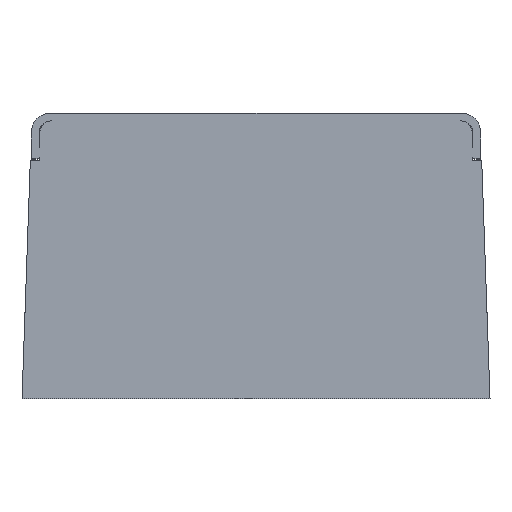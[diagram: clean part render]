
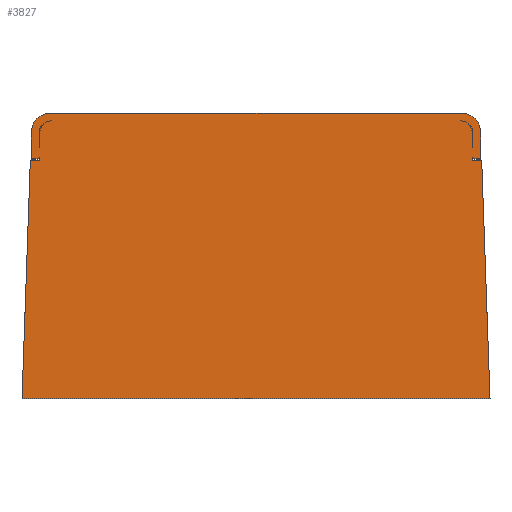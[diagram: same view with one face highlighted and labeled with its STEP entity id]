
A CAD part, top view. The second image highlights one B-rep face of the part: STEP entity #3827.
In plain terms, the highlighted planar face has unit normal (0, 0, 1).
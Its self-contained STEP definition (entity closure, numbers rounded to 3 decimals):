
#377=CARTESIAN_POINT('',(51.5,31.,30.));
#378=DIRECTION('',(0.,0.,1.));
#379=DIRECTION('',(1.,0.,0.));
#380=AXIS2_PLACEMENT_3D('',#377,#378,#379);
#382=DIRECTION('',(0.,1.,0.));
#383=VECTOR('',#382,3.6);
#384=CARTESIAN_POINT('',(54.5,27.4,30.));
#385=LINE('',#384,#383);
#386=CARTESIAN_POINT('',(53.7,28.,30.));
#387=DIRECTION('',(0.,0.,-1.));
#388=DIRECTION('',(1.,0.,0.));
#389=AXIS2_PLACEMENT_3D('',#386,#387,#388);
#391=DIRECTION('',(0.,-1.,0.));
#392=VECTOR('',#391,3.);
#393=CARTESIAN_POINT('',(54.7,31.,30.));
#394=LINE('',#393,#392);
#395=CARTESIAN_POINT('',(51.7,31.,30.));
#396=DIRECTION('',(0.,0.,-1.));
#397=DIRECTION('',(0.,1.,0.));
#398=AXIS2_PLACEMENT_3D('',#395,#396,#397);
#400=DIRECTION('',(0.,-1.,0.));
#401=VECTOR('',#400,0.673);
#402=CARTESIAN_POINT('',(-54.5,24.673,30.));
#403=LINE('',#402,#401);
#404=CARTESIAN_POINT('',(-55.2,26.,30.));
#405=DIRECTION('',(0.,0.,1.));
#406=DIRECTION('',(0.,-1.,0.));
#407=AXIS2_PLACEMENT_3D('',#404,#405,#406);
#409=DIRECTION('',(1.,0.,0.));
#410=VECTOR('',#409,1.5);
#411=CARTESIAN_POINT('',(-56.7,24.5,30.));
#412=LINE('',#411,#410);
#413=DIRECTION('',(0.,-1.,0.));
#414=VECTOR('',#413,6.5);
#415=CARTESIAN_POINT('',(-56.7,31.,30.));
#416=LINE('',#415,#414);
#417=CARTESIAN_POINT('',(-51.7,31.,30.));
#418=DIRECTION('',(0.,0.,1.));
#419=DIRECTION('',(0.,1.,0.));
#420=AXIS2_PLACEMENT_3D('',#417,#418,#419);
#422=DIRECTION('',(-1.,0.,0.));
#423=VECTOR('',#422,103.4);
#424=CARTESIAN_POINT('',(51.7,36.,30.));
#425=LINE('',#424,#423);
#426=CARTESIAN_POINT('',(51.7,31.,30.));
#427=DIRECTION('',(0.,0.,1.));
#428=DIRECTION('',(1.,0.,0.));
#429=AXIS2_PLACEMENT_3D('',#426,#427,#428);
#431=DIRECTION('',(0.,1.,0.));
#432=VECTOR('',#431,6.5);
#433=CARTESIAN_POINT('',(56.7,24.5,30.));
#434=LINE('',#433,#432);
#435=DIRECTION('',(1.,0.,0.));
#436=VECTOR('',#435,1.5);
#437=CARTESIAN_POINT('',(55.2,24.5,30.));
#438=LINE('',#437,#436);
#439=CARTESIAN_POINT('',(55.2,26.,30.));
#440=DIRECTION('',(0.,0.,1.));
#441=DIRECTION('',(-0.467,-0.884,0.));
#442=AXIS2_PLACEMENT_3D('',#439,#440,#441);
#444=DIRECTION('',(0.,1.,0.));
#445=VECTOR('',#444,0.673);
#446=CARTESIAN_POINT('',(54.5,24.,30.));
#447=LINE('',#446,#445);
#448=DIRECTION('',(-1.,0.,0.));
#449=VECTOR('',#448,2.405);
#450=CARTESIAN_POINT('',(56.905,24.,30.));
#451=LINE('',#450,#449);
#452=DIRECTION('',(-0.035,0.999,0.));
#453=VECTOR('',#452,60.037);
#454=CARTESIAN_POINT('',(59.,-36.,30.));
#455=LINE('',#454,#453);
#456=DIRECTION('',(1.,0.,0.));
#457=VECTOR('',#456,118.);
#458=CARTESIAN_POINT('',(-59.,-36.,30.));
#459=LINE('',#458,#457);
#460=DIRECTION('',(-0.035,-0.999,0.));
#461=VECTOR('',#460,60.037);
#462=CARTESIAN_POINT('',(-56.905,24.,30.));
#463=LINE('',#462,#461);
#464=DIRECTION('',(-1.,0.,0.));
#465=VECTOR('',#464,2.405);
#466=CARTESIAN_POINT('',(-54.5,24.,30.));
#467=LINE('',#466,#465);
#468=CARTESIAN_POINT('',(-51.7,31.,30.));
#469=DIRECTION('',(0.,0.,-1.));
#470=DIRECTION('',(-1.,0.,0.));
#471=AXIS2_PLACEMENT_3D('',#468,#469,#470);
#473=DIRECTION('',(0.,1.,0.));
#474=VECTOR('',#473,3.);
#475=CARTESIAN_POINT('',(-54.7,28.,30.));
#476=LINE('',#475,#474);
#477=CARTESIAN_POINT('',(-53.7,28.,30.));
#478=DIRECTION('',(0.,0.,-1.));
#479=DIRECTION('',(-0.8,-0.6,0.));
#480=AXIS2_PLACEMENT_3D('',#477,#478,#479);
#482=DIRECTION('',(0.,-1.,0.));
#483=VECTOR('',#482,3.6);
#484=CARTESIAN_POINT('',(-54.5,31.,30.));
#485=LINE('',#484,#483);
#486=CARTESIAN_POINT('',(-51.5,31.,30.));
#487=DIRECTION('',(0.,0.,1.));
#488=DIRECTION('',(-0.067,0.998,0.));
#489=AXIS2_PLACEMENT_3D('',#486,#487,#488);
#2777=CARTESIAN_POINT('',(-54.5,24.,30.));
#2778=CARTESIAN_POINT('',(-56.905,24.,30.));
#2779=VERTEX_POINT('',#2777);
#2780=VERTEX_POINT('',#2778);
#2781=CARTESIAN_POINT('',(-59.,-36.,30.));
#2782=VERTEX_POINT('',#2781);
#2783=CARTESIAN_POINT('',(59.,-36.,30.));
#2784=VERTEX_POINT('',#2783);
#2785=CARTESIAN_POINT('',(56.905,24.,30.));
#2786=VERTEX_POINT('',#2785);
#2787=CARTESIAN_POINT('',(54.5,24.,30.));
#2788=VERTEX_POINT('',#2787);
#2850=CARTESIAN_POINT('',(54.5,31.,30.));
#2852=VERTEX_POINT('',#2850);
#2858=CARTESIAN_POINT('',(-54.5,31.,30.));
#2860=VERTEX_POINT('',#2858);
#2889=CARTESIAN_POINT('',(51.7,34.,30.));
#2890=CARTESIAN_POINT('',(54.7,31.,30.));
#2891=VERTEX_POINT('',#2889);
#2892=VERTEX_POINT('',#2890);
#2893=CARTESIAN_POINT('',(54.7,28.,30.));
#2894=VERTEX_POINT('',#2893);
#2895=CARTESIAN_POINT('',(55.2,24.5,30.));
#2896=CARTESIAN_POINT('',(56.7,24.5,30.));
#2897=VERTEX_POINT('',#2895);
#2898=VERTEX_POINT('',#2896);
#2899=CARTESIAN_POINT('',(56.7,31.,30.));
#2900=VERTEX_POINT('',#2899);
#2901=CARTESIAN_POINT('',(51.7,36.,30.));
#2902=VERTEX_POINT('',#2901);
#2903=CARTESIAN_POINT('',(-51.7,36.,30.));
#2904=VERTEX_POINT('',#2903);
#2905=CARTESIAN_POINT('',(-56.7,31.,30.));
#2906=VERTEX_POINT('',#2905);
#2907=CARTESIAN_POINT('',(-56.7,24.5,30.));
#2908=VERTEX_POINT('',#2907);
#2909=CARTESIAN_POINT('',(-55.2,24.5,30.));
#2910=VERTEX_POINT('',#2909);
#2911=CARTESIAN_POINT('',(-54.7,28.,30.));
#2912=CARTESIAN_POINT('',(-54.7,31.,30.));
#2913=VERTEX_POINT('',#2911);
#2914=VERTEX_POINT('',#2912);
#2915=CARTESIAN_POINT('',(-51.7,34.,30.));
#2916=VERTEX_POINT('',#2915);
#2922=CARTESIAN_POINT('',(54.5,24.673,30.));
#2924=VERTEX_POINT('',#2922);
#2930=CARTESIAN_POINT('',(54.5,27.4,30.));
#2932=VERTEX_POINT('',#2930);
#2954=CARTESIAN_POINT('',(-54.5,27.4,30.));
#2956=VERTEX_POINT('',#2954);
#2962=CARTESIAN_POINT('',(-54.5,24.673,30.));
#2964=VERTEX_POINT('',#2962);
#3772=CARTESIAN_POINT('',(0.,0.,30.));
#3773=DIRECTION('',(0.,0.,1.));
#3774=DIRECTION('',(1.,0.,0.));
#3775=AXIS2_PLACEMENT_3D('',#3772,#3773,#3774);
#3776=PLANE('',#3775);
#3778=ORIENTED_EDGE('',*,*,#3777,.F.);
#3780=ORIENTED_EDGE('',*,*,#3779,.F.);
#3782=ORIENTED_EDGE('',*,*,#3781,.F.);
#3784=ORIENTED_EDGE('',*,*,#3783,.F.);
#3786=ORIENTED_EDGE('',*,*,#3785,.F.);
#3788=ORIENTED_EDGE('',*,*,#3787,.F.);
#3790=ORIENTED_EDGE('',*,*,#3789,.F.);
#3792=ORIENTED_EDGE('',*,*,#3791,.F.);
#3794=ORIENTED_EDGE('',*,*,#3793,.F.);
#3796=ORIENTED_EDGE('',*,*,#3795,.F.);
#3798=ORIENTED_EDGE('',*,*,#3797,.F.);
#3800=ORIENTED_EDGE('',*,*,#3799,.F.);
#3802=ORIENTED_EDGE('',*,*,#3801,.F.);
#3804=ORIENTED_EDGE('',*,*,#3803,.F.);
#3806=ORIENTED_EDGE('',*,*,#3805,.F.);
#3808=ORIENTED_EDGE('',*,*,#3807,.F.);
#3809=EDGE_LOOP('',(#3778,#3780,#3782,#3784,#3786,#3788,#3790,#3792,#3794,#3796,
#3798,#3800,#3802,#3804,#3806,#3808));
#3810=FACE_OUTER_BOUND('',#3809,.F.);
#3811=ORIENTED_EDGE('',*,*,#3693,.F.);
#3812=ORIENTED_EDGE('',*,*,#3719,.F.);
#3813=ORIENTED_EDGE('',*,*,#3735,.F.);
#3814=ORIENTED_EDGE('',*,*,#3753,.F.);
#3815=ORIENTED_EDGE('',*,*,#3766,.F.);
#3816=EDGE_LOOP('',(#3811,#3812,#3813,#3814,#3815));
#3817=FACE_BOUND('',#3816,.F.);
#3819=ORIENTED_EDGE('',*,*,#3818,.F.);
#3821=ORIENTED_EDGE('',*,*,#3820,.F.);
#3822=ORIENTED_EDGE('',*,*,#3610,.F.);
#3823=ORIENTED_EDGE('',*,*,#3593,.F.);
#3824=ORIENTED_EDGE('',*,*,#3479,.F.);
#3825=EDGE_LOOP('',(#3819,#3821,#3822,#3823,#3824));
#3826=FACE_BOUND('',#3825,.F.);
#381=CIRCLE('',#380,3.);
#390=CIRCLE('',#389,1.);
#399=CIRCLE('',#398,3.);
#408=CIRCLE('',#407,1.5);
#421=CIRCLE('',#420,5.);
#430=CIRCLE('',#429,5.);
#443=CIRCLE('',#442,1.5);
#472=CIRCLE('',#471,3.);
#481=CIRCLE('',#480,1.);
#490=CIRCLE('',#489,3.);
#3479=EDGE_CURVE('',#2916,#2860,#490,.T.);
#3593=EDGE_CURVE('',#2860,#2956,#485,.T.);
#3610=EDGE_CURVE('',#2956,#2913,#481,.T.);
#3693=EDGE_CURVE('',#2852,#2891,#381,.T.);
#3719=EDGE_CURVE('',#2932,#2852,#385,.T.);
#3735=EDGE_CURVE('',#2894,#2932,#390,.T.);
#3753=EDGE_CURVE('',#2892,#2894,#394,.T.);
#3766=EDGE_CURVE('',#2891,#2892,#399,.T.);
#3777=EDGE_CURVE('',#2964,#2779,#403,.T.);
#3779=EDGE_CURVE('',#2910,#2964,#408,.T.);
#3781=EDGE_CURVE('',#2908,#2910,#412,.T.);
#3783=EDGE_CURVE('',#2906,#2908,#416,.T.);
#3785=EDGE_CURVE('',#2904,#2906,#421,.T.);
#3787=EDGE_CURVE('',#2902,#2904,#425,.T.);
#3789=EDGE_CURVE('',#2900,#2902,#430,.T.);
#3791=EDGE_CURVE('',#2898,#2900,#434,.T.);
#3793=EDGE_CURVE('',#2897,#2898,#438,.T.);
#3795=EDGE_CURVE('',#2924,#2897,#443,.T.);
#3797=EDGE_CURVE('',#2788,#2924,#447,.T.);
#3799=EDGE_CURVE('',#2786,#2788,#451,.T.);
#3801=EDGE_CURVE('',#2784,#2786,#455,.T.);
#3803=EDGE_CURVE('',#2782,#2784,#459,.T.);
#3805=EDGE_CURVE('',#2780,#2782,#463,.T.);
#3807=EDGE_CURVE('',#2779,#2780,#467,.T.);
#3818=EDGE_CURVE('',#2914,#2916,#472,.T.);
#3820=EDGE_CURVE('',#2913,#2914,#476,.T.);
#3827=ADVANCED_FACE('',(#3810,#3817,#3826),#3776,.T.);
